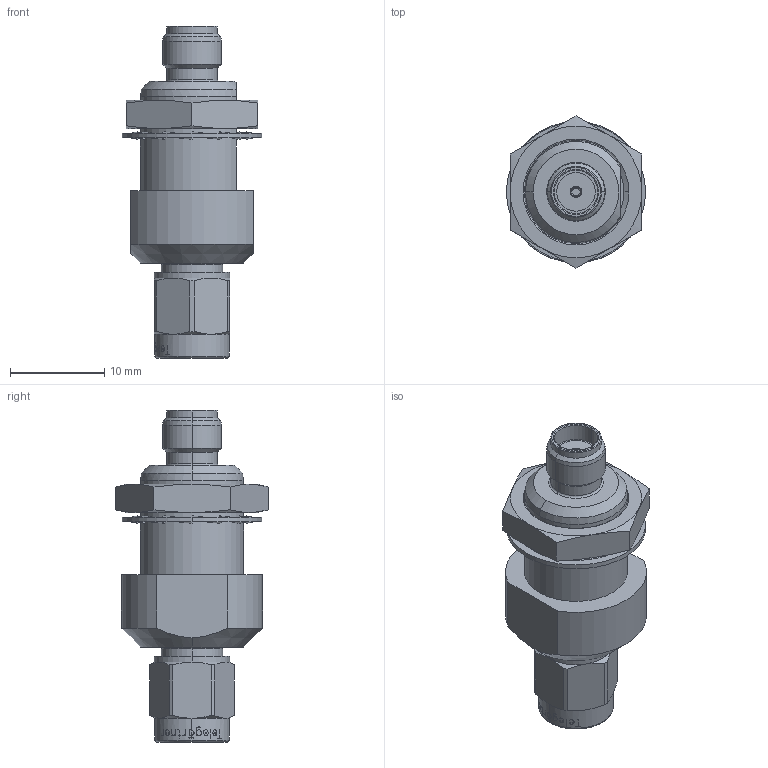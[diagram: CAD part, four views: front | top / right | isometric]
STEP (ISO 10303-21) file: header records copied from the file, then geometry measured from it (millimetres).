
FILE_DESCRIPTION (( 'STEP AP214' ), '1' );
FILE_NAME ('J01158A0001.STEP', '2016-06-07T09:05:36', ( '' ), ( '' ), 'SwSTEP 2.0', 'SolidWorks 2015', '' );
FILE_SCHEMA (( 'AUTOMOTIVE_DESIGN' ));
Length unit declared in the file: millimetre
Products named in the file (1): J01158A0001
Bounding box: 14.8 x 16.17 x 35.3 mm (x, y, z)
Volume: 3098.6 mm3; surface area: 1912 mm2
Topology: 2 solids, 2 shells, 508 faces, 1349 edges, 870 vertices
Faces by surface type: plane 194, bspline 194, cylinder 66, cone 38, torus 14, sphere 2
Entity records: 22639 total; most frequent: CARTESIAN_POINT 6136, ORIENTED_EDGE 2694, DIRECTION 1572, EDGE_CURVE 1347, VERTEX_POINT 870, B_SPLINE_CURVE_WITH_KNOTS 650, AXIS2_PLACEMENT_3D 574, EDGE_LOOP 539
